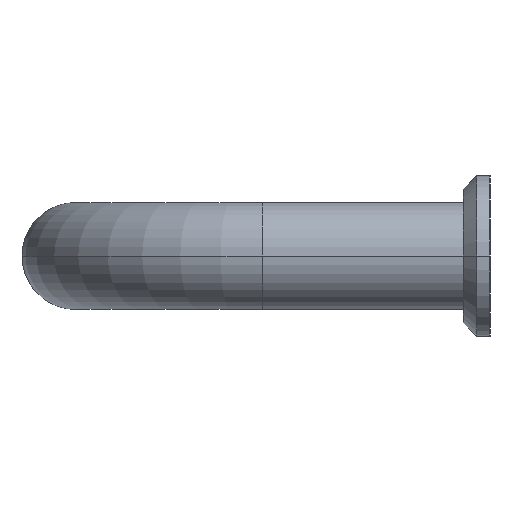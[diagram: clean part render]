
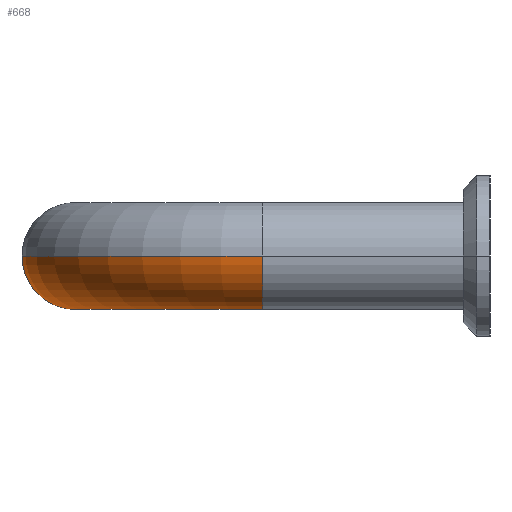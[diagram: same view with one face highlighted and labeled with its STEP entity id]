
A CAD part, left-side view. The second image highlights one B-rep face of the part: STEP entity #668.
In plain terms, the highlighted toroidal (fillet/blend) face has major radius 14 mm and minor radius 4 mm.
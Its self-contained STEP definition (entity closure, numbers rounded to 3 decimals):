
#310=VERTEX_POINT('',#820);
#430=EDGE_CURVE('',#730,#576,#952,.T.);
#484=EDGE_CURVE('',#658,#516,#1012,.T.);
#516=VERTEX_POINT('',#1051);
#576=VERTEX_POINT('',#1120);
#606=EDGE_CURVE('',#658,#310,#1151,.T.);
#628=EDGE_CURVE('',#310,#730,#1177,.T.);
#658=VERTEX_POINT('',#1213);
#668=ADVANCED_FACE('',(#1224),#1225,.T.);
#730=VERTEX_POINT('',#1297);
#740=EDGE_CURVE('',#576,#516,#1310,.T.);
#820=CARTESIAN_POINT('',(14.0,27.0,0.));
#952=CIRCLE('',#1570,4.0);
#1012=CIRCLE('',#1654,4.0);
#1051=CARTESIAN_POINT('',(-4.0,17.0,0.));
#1120=CARTESIAN_POINT('',(14.0,35.0,0.));
#1151=CIRCLE('',#1837,10.0);
#1177=CIRCLE('',#1871,4.0);
#1213=CARTESIAN_POINT('',(4.0,17.0,0.0));
#1224=FACE_OUTER_BOUND('',#1925,.T.);
#1225=TOROIDAL_SURFACE('',#1926,14.0,4.0);
#1297=CARTESIAN_POINT('',(14.0,31.0,-4.0));
#1310=CIRCLE('',#2027,18.0);
#1570=AXIS2_PLACEMENT_3D('',#2253,#2254,#2255);
#1654=AXIS2_PLACEMENT_3D('',#2329,#2330,#2331);
#1837=AXIS2_PLACEMENT_3D('',#2510,#2511,#2512);
#1871=AXIS2_PLACEMENT_3D('',#2548,#2549,#2550);
#1925=EDGE_LOOP('',(#2615,#2616,#2617,#2618,#2619));
#1926=AXIS2_PLACEMENT_3D('',#2620,#2621,#2622);
#2027=AXIS2_PLACEMENT_3D('',#2741,#2742,#2743);
#2253=CARTESIAN_POINT('',(14.0,31.0,0.0));
#2254=DIRECTION('',(1.0,0.0,0.0));
#2255=DIRECTION('',(0.0,1.0,0.0));
#2329=CARTESIAN_POINT('',(0.0,17.0,0.0));
#2330=DIRECTION('',(-0.0,1.0,0.0));
#2331=DIRECTION('',(1.0,0.0,0.0));
#2510=CARTESIAN_POINT('',(14.0,17.0,0.));
#2511=DIRECTION('',(0.0,0.0,-1.0));
#2512=DIRECTION('',(1.0,0.0,0.0));
#2548=CARTESIAN_POINT('',(14.0,31.0,0.0));
#2549=DIRECTION('',(1.0,0.0,0.0));
#2550=DIRECTION('',(0.0,1.0,0.0));
#2615=ORIENTED_EDGE('',*,*,#740,.F.);
#2616=ORIENTED_EDGE('',*,*,#430,.F.);
#2617=ORIENTED_EDGE('',*,*,#628,.F.);
#2618=ORIENTED_EDGE('',*,*,#606,.F.);
#2619=ORIENTED_EDGE('',*,*,#484,.T.);
#2620=CARTESIAN_POINT('',(14.0,17.0,0.0));
#2621=DIRECTION('',(0.0,0.0,1.0));
#2622=DIRECTION('',(1.0,0.0,0.0));
#2741=CARTESIAN_POINT('',(14.0,17.0,0.));
#2742=DIRECTION('',(0.0,0.0,1.0));
#2743=DIRECTION('',(1.0,0.0,0.0));
